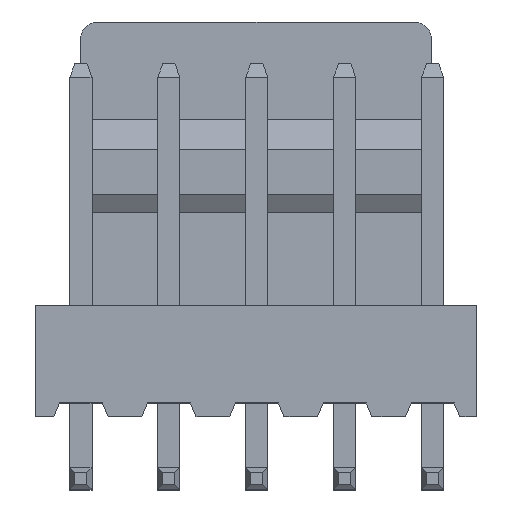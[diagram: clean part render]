
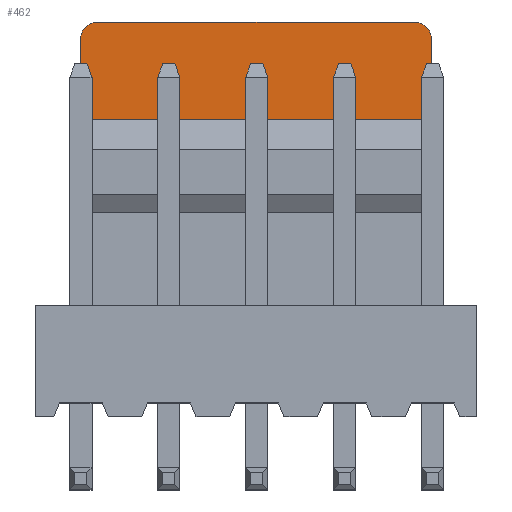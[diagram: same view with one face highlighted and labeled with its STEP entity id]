
A CAD part, top view. The second image highlights one B-rep face of the part: STEP entity #462.
In plain terms, the highlighted planar face has unit normal (0, 0, 1).
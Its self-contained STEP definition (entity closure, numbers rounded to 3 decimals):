
#328 = EDGE_LOOP ( 'NONE', ( #2236, #2255, #3017, #2338, #2322, #2272 ) ) ;
#462 = ADVANCED_FACE ( 'NONE', ( #1228 ), #565, .T. ) ;
#565 = PLANE ( 'NONE',  #3240 ) ;
#581 = CARTESIAN_POINT ( 'NONE',  ( 23.903, 53.751, -4.64 ) ) ;
#641 = DIRECTION ( 'NONE',  ( 0., 0., 1. ) ) ;
#754 = DIRECTION ( 'NONE',  ( 1., 0., 0. ) ) ;
#813 = DIRECTION ( 'NONE',  ( 1., 0., 0. ) ) ;
#815 = CARTESIAN_POINT ( 'NONE',  ( 23.903, 53.751, -4.64 ) ) ;
#819 = CARTESIAN_POINT ( 'NONE',  ( 34.843, 53.751, -4.64 ) ) ;
#823 = CARTESIAN_POINT ( 'NONE',  ( 25.703, 53.751, -4.64 ) ) ;
#1187 = CARTESIAN_POINT ( 'NONE',  ( 25.203, 50.926, -4.64 ) ) ;
#1202 = CARTESIAN_POINT ( 'NONE',  ( 35.343, 53.251, -4.64 ) ) ;
#1228 = FACE_OUTER_BOUND ( 'NONE', #328, .T. ) ;
#1264 = AXIS2_PLACEMENT_3D ( 'NONE', #3896, #3895, #3894 ) ;
#1309 = AXIS2_PLACEMENT_3D ( 'NONE', #3472, #3455, #3463 ) ;
#1438 = EDGE_CURVE ( 'NONE', #1671, #1777, #2501, .T. ) ;
#1621 = VERTEX_POINT ( 'NONE', #3861 ) ;
#1643 = VERTEX_POINT ( 'NONE', #3788 ) ;
#1671 = VERTEX_POINT ( 'NONE', #1202 ) ;
#1775 = VERTEX_POINT ( 'NONE', #823 ) ;
#1777 = VERTEX_POINT ( 'NONE', #819 ) ;
#1810 = VERTEX_POINT ( 'NONE', #1187 ) ;
#1930 = EDGE_CURVE ( 'NONE', #1775, #1777, #2866, .T. ) ;
#1970 = LINE ( 'NONE', #3315, #1973 ) ;
#1973 = VECTOR ( 'NONE', #3353, 1000. ) ;
#2087 = LINE ( 'NONE', #3516, #2090 ) ;
#2090 = VECTOR ( 'NONE', #3574, 1000. ) ;
#2104 = LINE ( 'NONE', #3513, #2107 ) ;
#2106 = CIRCLE ( 'NONE', #1309, 0.5 ) ;
#2107 = VECTOR ( 'NONE', #3520, 1000. ) ;
#2236 = ORIENTED_EDGE ( 'NONE', *, *, #1930, .F. ) ;
#2255 = ORIENTED_EDGE ( 'NONE', *, *, #3230, .T. ) ;
#2272 = ORIENTED_EDGE ( 'NONE', *, *, #1438, .T. ) ;
#2322 = ORIENTED_EDGE ( 'NONE', *, *, #3220, .F. ) ;
#2338 = ORIENTED_EDGE ( 'NONE', *, *, #3162, .T. ) ;
#2501 = CIRCLE ( 'NONE', #1264, 0.5 ) ;
#2866 = LINE ( 'NONE', #815, #2869 ) ;
#2869 = VECTOR ( 'NONE', #813, 1000. ) ;
#3017 = ORIENTED_EDGE ( 'NONE', *, *, #3229, .F. ) ;
#3162 = EDGE_CURVE ( 'NONE', #1810, #1621, #1970, .T. ) ;
#3220 = EDGE_CURVE ( 'NONE', #1671, #1621, #2087, .T. ) ;
#3229 = EDGE_CURVE ( 'NONE', #1810, #1643, #2104, .T. ) ;
#3230 = EDGE_CURVE ( 'NONE', #1775, #1643, #2106, .T. ) ;
#3240 = AXIS2_PLACEMENT_3D ( 'NONE', #581, #641, #754 ) ;
#3315 = CARTESIAN_POINT ( 'NONE',  ( 23.903, 50.926, -4.64 ) ) ;
#3353 = DIRECTION ( 'NONE',  ( 1., 0., 0. ) ) ;
#3455 = DIRECTION ( 'NONE',  ( 0., 0., 1. ) ) ;
#3463 = DIRECTION ( 'NONE',  ( 1., 0., 0. ) ) ;
#3472 = CARTESIAN_POINT ( 'NONE',  ( 25.703, 53.251, -4.64 ) ) ;
#3513 = CARTESIAN_POINT ( 'NONE',  ( 25.203, 53.751, -4.64 ) ) ;
#3516 = CARTESIAN_POINT ( 'NONE',  ( 35.343, 53.751, -4.64 ) ) ;
#3520 = DIRECTION ( 'NONE',  ( 0., 1., 0. ) ) ;
#3574 = DIRECTION ( 'NONE',  ( 0., -1., 0. ) ) ;
#3788 = CARTESIAN_POINT ( 'NONE',  ( 25.203, 53.251, -4.64 ) ) ;
#3861 = CARTESIAN_POINT ( 'NONE',  ( 35.343, 50.926, -4.64 ) ) ;
#3894 = DIRECTION ( 'NONE',  ( 1., 0., 0. ) ) ;
#3895 = DIRECTION ( 'NONE',  ( 0., 0., 1. ) ) ;
#3896 = CARTESIAN_POINT ( 'NONE',  ( 34.843, 53.251, -4.64 ) ) ;
